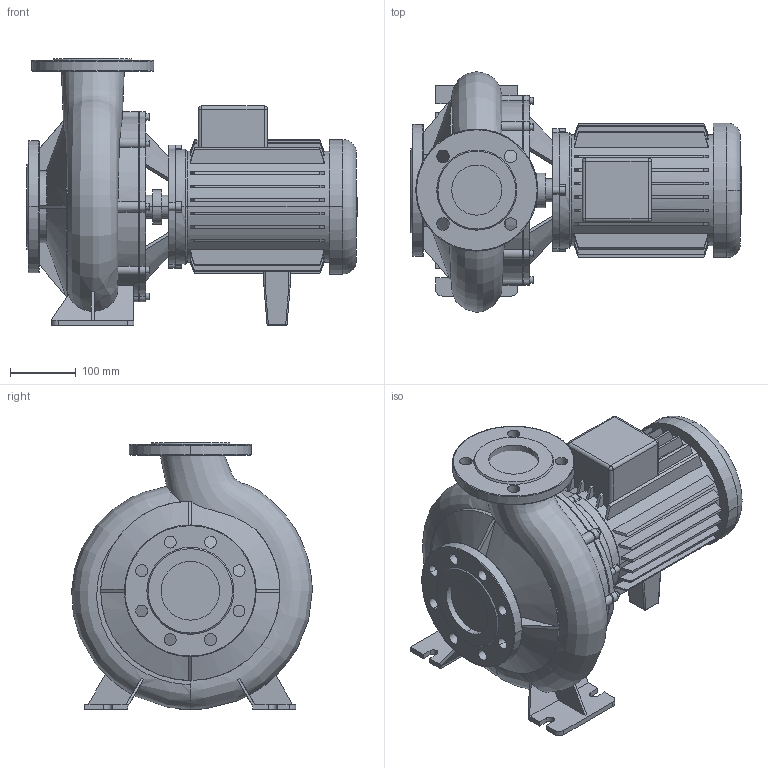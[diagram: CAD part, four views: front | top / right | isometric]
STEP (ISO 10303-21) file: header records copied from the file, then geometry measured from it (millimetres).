
FILE_DESCRIPTION((''),'2;1');
FILE_NAME('3d_BM65_200-3_4-2096594.stp','2011-01-26T14:45:39',(''),(''),'Mechanical Desktop 2008','Mechanical Desktop 2008',', , ');
FILE_SCHEMA(('CONFIG_CONTROL_DESIGN'));
Length unit declared in the file: millimetre
Products named in the file (1): Product
Bounding box: 501 x 365 x 405 mm (x, y, z)
Volume: 20364756.1 mm3; surface area: 1175996.9 mm2
Topology: 11 solids, 11 shells, 634 faces, 1623 edges, 1045 vertices
Faces by surface type: plane 288, cylinder 146, bspline 140, cone 46, sphere 8, torus 6
Entity records: 28352 total; most frequent: CARTESIAN_POINT 13527, ORIENTED_EDGE 3230, DIRECTION 2832, EDGE_CURVE 1615, VERTEX_POINT 1045, AXIS2_PLACEMENT_3D 973, VECTOR 886, LINE 886
